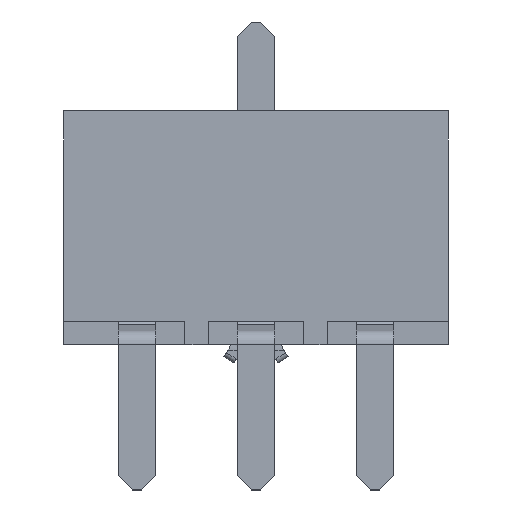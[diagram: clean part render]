
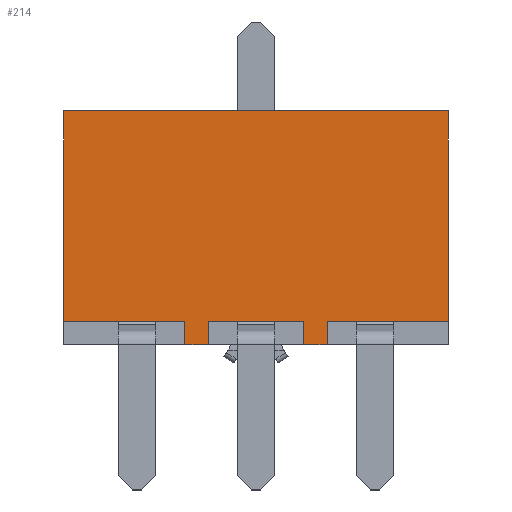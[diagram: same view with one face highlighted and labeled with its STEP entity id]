
A CAD part, front view. The second image highlights one B-rep face of the part: STEP entity #214.
In plain terms, the highlighted planar face has unit normal (0, -1, 0).
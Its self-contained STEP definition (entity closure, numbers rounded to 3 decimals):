
#214 = ADVANCED_FACE( '', ( #579 ), #580, .F. );
#579 = FACE_OUTER_BOUND( '', #1107, .T. );
#580 = PLANE( '', #1108 );
#1107 = EDGE_LOOP( '', ( #1689, #1690, #1691, #1692, #1693, #1694, #1695, #1696, #1697, #1698, #1699, #1700 ) );
#1108 = AXIS2_PLACEMENT_3D( '', #1701, #1702, #1703 );
#1689 = ORIENTED_EDGE( '', *, *, #3192, .T. );
#1690 = ORIENTED_EDGE( '', *, *, #3193, .T. );
#1691 = ORIENTED_EDGE( '', *, *, #3194, .F. );
#1692 = ORIENTED_EDGE( '', *, *, #3195, .F. );
#1693 = ORIENTED_EDGE( '', *, *, #3196, .T. );
#1694 = ORIENTED_EDGE( '', *, *, #3197, .T. );
#1695 = ORIENTED_EDGE( '', *, *, #3198, .F. );
#1696 = ORIENTED_EDGE( '', *, *, #3199, .F. );
#1697 = ORIENTED_EDGE( '', *, *, #3200, .T. );
#1698 = ORIENTED_EDGE( '', *, *, #3201, .T. );
#1699 = ORIENTED_EDGE( '', *, *, #3202, .F. );
#1700 = ORIENTED_EDGE( '', *, *, #3203, .T. );
#1701 = CARTESIAN_POINT( '', ( 4.11, -2.54, 2.5 ) );
#1702 = DIRECTION( '', ( 0., 1., 0. ) );
#1703 = DIRECTION( '', ( 0., 0., 1. ) );
#3192 = EDGE_CURVE( '', #3838, #3839, #3840, .T. );
#3193 = EDGE_CURVE( '', #3839, #3841, #3842, .T. );
#3194 = EDGE_CURVE( '', #3843, #3841, #3844, .T. );
#3195 = EDGE_CURVE( '', #3845, #3843, #3846, .T. );
#3196 = EDGE_CURVE( '', #3845, #3847, #3848, .T. );
#3197 = EDGE_CURVE( '', #3847, #3849, #3850, .T. );
#3198 = EDGE_CURVE( '', #3851, #3849, #3852, .T. );
#3199 = EDGE_CURVE( '', #3853, #3851, #3854, .T. );
#3200 = EDGE_CURVE( '', #3853, #3855, #3856, .T. );
#3201 = EDGE_CURVE( '', #3855, #3857, #3858, .T. );
#3202 = EDGE_CURVE( '', #3859, #3857, #3860, .T. );
#3203 = EDGE_CURVE( '', #3859, #3838, #3861, .T. );
#3838 = VERTEX_POINT( '', #4761 );
#3839 = VERTEX_POINT( '', #4762 );
#3840 = LINE( '', #4763, #4764 );
#3841 = VERTEX_POINT( '', #4765 );
#3842 = LINE( '', #4766, #4767 );
#3843 = VERTEX_POINT( '', #4768 );
#3844 = LINE( '', #4769, #4770 );
#3845 = VERTEX_POINT( '', #4771 );
#3846 = LINE( '', #4772, #4773 );
#3847 = VERTEX_POINT( '', #4774 );
#3848 = LINE( '', #4775, #4776 );
#3849 = VERTEX_POINT( '', #4777 );
#3850 = LINE( '', #4778, #4779 );
#3851 = VERTEX_POINT( '', #4780 );
#3852 = LINE( '', #4781, #4782 );
#3853 = VERTEX_POINT( '', #4783 );
#3854 = LINE( '', #4784, #4785 );
#3855 = VERTEX_POINT( '', #4786 );
#3856 = LINE( '', #4787, #4788 );
#3857 = VERTEX_POINT( '', #4789 );
#3858 = LINE( '', #4790, #4791 );
#3859 = VERTEX_POINT( '', #4792 );
#3860 = LINE( '', #4793, #4794 );
#3861 = LINE( '', #4795, #4796 );
#4761 = CARTESIAN_POINT( '', ( -4.11, -2.54, 2.5 ) );
#4762 = CARTESIAN_POINT( '', ( -4.11, -2.54, -2. ) );
#4763 = CARTESIAN_POINT( '', ( -4.11, -2.54, 2.5 ) );
#4764 = VECTOR( '', #5969, 1000. );
#4765 = CARTESIAN_POINT( '', ( -1.52, -2.54, -2. ) );
#4766 = CARTESIAN_POINT( '', ( -6.77, -2.54, -2. ) );
#4767 = VECTOR( '', #5970, 1000. );
#4768 = CARTESIAN_POINT( '', ( -1.52, -2.54, -2.5 ) );
#4769 = CARTESIAN_POINT( '', ( -1.52, -2.54, -2.5 ) );
#4770 = VECTOR( '', #5971, 1000. );
#4771 = CARTESIAN_POINT( '', ( -1.02, -2.54, -2.5 ) );
#4772 = CARTESIAN_POINT( '', ( -1.02, -2.54, -2.5 ) );
#4773 = VECTOR( '', #5972, 1000. );
#4774 = CARTESIAN_POINT( '', ( -1.02, -2.54, -2. ) );
#4775 = CARTESIAN_POINT( '', ( -1.02, -2.54, -2.5 ) );
#4776 = VECTOR( '', #5973, 1000. );
#4777 = CARTESIAN_POINT( '', ( 1.02, -2.54, -2. ) );
#4778 = CARTESIAN_POINT( '', ( -6.77, -2.54, -2. ) );
#4779 = VECTOR( '', #5974, 1000. );
#4780 = CARTESIAN_POINT( '', ( 1.02, -2.54, -2.5 ) );
#4781 = CARTESIAN_POINT( '', ( 1.02, -2.54, -2.5 ) );
#4782 = VECTOR( '', #5975, 1000. );
#4783 = CARTESIAN_POINT( '', ( 1.52, -2.54, -2.5 ) );
#4784 = CARTESIAN_POINT( '', ( 1.52, -2.54, -2.5 ) );
#4785 = VECTOR( '', #5976, 1000. );
#4786 = CARTESIAN_POINT( '', ( 1.52, -2.54, -2. ) );
#4787 = CARTESIAN_POINT( '', ( 1.52, -2.54, -2.5 ) );
#4788 = VECTOR( '', #5977, 1000. );
#4789 = CARTESIAN_POINT( '', ( 4.11, -2.54, -2. ) );
#4790 = CARTESIAN_POINT( '', ( -6.77, -2.54, -2. ) );
#4791 = VECTOR( '', #5978, 1000. );
#4792 = CARTESIAN_POINT( '', ( 4.11, -2.54, 2.5 ) );
#4793 = CARTESIAN_POINT( '', ( 4.11, -2.54, 2.5 ) );
#4794 = VECTOR( '', #5979, 1000. );
#4795 = CARTESIAN_POINT( '', ( 4.11, -2.54, 2.5 ) );
#4796 = VECTOR( '', #5980, 1000. );
#5969 = DIRECTION( '', ( 0., 0., -1. ) );
#5970 = DIRECTION( '', ( 1., 0., 0. ) );
#5971 = DIRECTION( '', ( 0., 0., 1. ) );
#5972 = DIRECTION( '', ( -1., 0., 0. ) );
#5973 = DIRECTION( '', ( 0., 0., 1. ) );
#5974 = DIRECTION( '', ( 1., 0., 0. ) );
#5975 = DIRECTION( '', ( 0., 0., 1. ) );
#5976 = DIRECTION( '', ( -1., 0., 0. ) );
#5977 = DIRECTION( '', ( 0., 0., 1. ) );
#5978 = DIRECTION( '', ( 1., 0., 0. ) );
#5979 = DIRECTION( '', ( 0., 0., -1. ) );
#5980 = DIRECTION( '', ( -1., 0., 0. ) );
